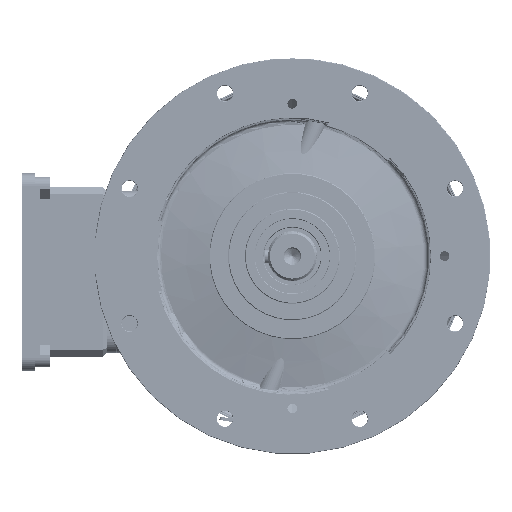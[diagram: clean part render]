
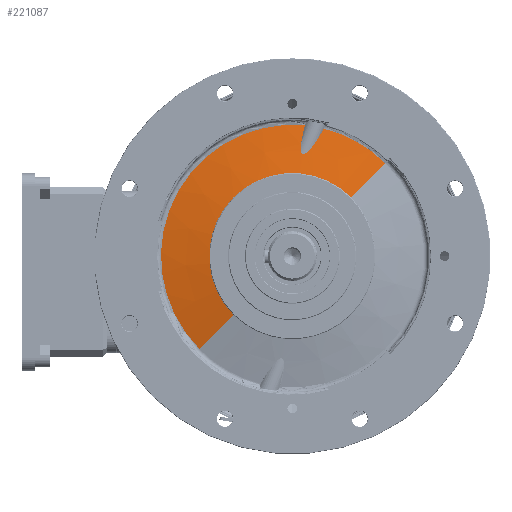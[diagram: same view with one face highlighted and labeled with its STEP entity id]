
A CAD part, left-side view. The second image highlights one B-rep face of the part: STEP entity #221087.
In plain terms, the highlighted conical face has half-angle 80 degrees and reference radius 94 mm.
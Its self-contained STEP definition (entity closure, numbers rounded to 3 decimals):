
#74 = CARTESIAN_POINT ( 'NONE',  ( -19.707, -73.968, 116.164 ) ) ;
#1561 = CARTESIAN_POINT ( 'NONE',  ( -17.652, -82.181, 95.583 ) ) ;
#3052 = CARTESIAN_POINT ( 'NONE',  ( -16.662, -78.124, 91.661 ) ) ;
#3682 = DIRECTION ( 'NONE',  ( 0., 0., 1. ) ) ;
#4546 = CARTESIAN_POINT ( 'NONE',  ( -16.858, -79.013, 92.37 ) ) ;
#11601 = CARTESIAN_POINT ( 'NONE',  ( -21.721, 0., -149.132 ) ) ;
#13976 = DIRECTION ( 'NONE',  ( -1., 0., 0. ) ) ;
#15638 = VERTEX_POINT ( 'NONE', #11601 ) ;
#21319 = CARTESIAN_POINT ( 'NONE',  ( -16.755, -71.421, 97.635 ) ) ;
#22808 = CARTESIAN_POINT ( 'NONE',  ( -16.262, -71.78, 93.875 ) ) ;
#24303 = CARTESIAN_POINT ( 'NONE',  ( -20.707, -75.379, 121.97 ) ) ;
#36699 = FACE_OUTER_BOUND ( 'NONE', #233941, .T. ) ;
#37030 = CARTESIAN_POINT ( 'NONE',  ( -12.073, 0., 94.413 ) ) ;
#39198 = CIRCLE ( 'NONE', #223077, 149.132 ) ;
#45514 = CARTESIAN_POINT ( 'NONE',  ( -17.254, -80.658, 93.915 ) ) ;
#47027 = CARTESIAN_POINT ( 'NONE',  ( -17.421, -71.622, 102.136 ) ) ;
#48541 = CARTESIAN_POINT ( 'NONE',  ( -17.081, -71.466, 99.886 ) ) ;
#48718 = EDGE_CURVE ( 'NONE', #107991, #15638, #129840, .T. ) ;
#50630 = DIRECTION ( 'NONE',  ( -1., 0., 0. ) ) ;
#50708 = DIRECTION ( 'NONE',  ( -0.174, 0., 0.985 ) ) ;
#51779 = VERTEX_POINT ( 'NONE', #58425 ) ;
#52220 = LINE ( 'NONE', #53708, #158071 ) ;
#53708 = CARTESIAN_POINT ( 'NONE',  ( -12., 0., 94. ) ) ;
#58425 = CARTESIAN_POINT ( 'NONE',  ( -12.073, 0., -94.413 ) ) ;
#59424 = DIRECTION ( 'NONE',  ( 0., 0., 1. ) ) ;
#60330 = VERTEX_POINT ( 'NONE', #171049 ) ;
#60802 = CARTESIAN_POINT ( 'NONE',  ( -20.679, -92.016, 109.749 ) ) ;
#65258 = CARTESIAN_POINT ( 'NONE',  ( -21.721, -76.969, 127.734 ) ) ;
#68265 = CARTESIAN_POINT ( 'NONE',  ( -17.537, -71.694, 102.887 ) ) ;
#69715 = CARTESIAN_POINT ( 'NONE',  ( -16.172, -75.428, 90.303 ) ) ;
#71222 = CARTESIAN_POINT ( 'NONE',  ( -17.194, -71.508, 100.636 ) ) ;
#74223 = CARTESIAN_POINT ( 'NONE',  ( -18.316, -84.554, 98.51 ) ) ;
#76348 = CARTESIAN_POINT ( 'NONE',  ( -12.073, 0., 0. ) ) ;
#78030 = VERTEX_POINT ( 'NONE', #37030 ) ;
#79373 = EDGE_CURVE ( 'NONE', #60330, #194041, #39198, .T. ) ;
#83543 = CARTESIAN_POINT ( 'NONE',  ( -21.721, -94.996, 114.961 ) ) ;
#86332 = AXIS2_PLACEMENT_3D ( 'NONE', #176279, #268723, #153513 ) ;
#91031 = CARTESIAN_POINT ( 'NONE',  ( -21.721, -76.969, 127.734 ) ) ;
#91807 = ORIENTED_EDGE ( 'NONE', *, *, #265092, .T. ) ;
#92540 = CARTESIAN_POINT ( 'NONE',  ( -19.213, -73.326, 113.245 ) ) ;
#94008 = CARTESIAN_POINT ( 'NONE',  ( -16.004, -72.965, 91.085 ) ) ;
#95506 = CARTESIAN_POINT ( 'NONE',  ( -16.12, -75.043, 90.239 ) ) ;
#102095 = ORIENTED_EDGE ( 'NONE', *, *, #197521, .F. ) ;
#102768 = AXIS2_PLACEMENT_3D ( 'NONE', #76348, #50630, #3682 ) ;
#107991 = VERTEX_POINT ( 'NONE', #111449 ) ;
#111449 = CARTESIAN_POINT ( 'NONE',  ( -21.721, -94.996, 114.961 ) ) ;
#113791 = CARTESIAN_POINT ( 'NONE',  ( -16.862, -71.422, 98.385 ) ) ;
#115281 = CARTESIAN_POINT ( 'NONE',  ( -18.244, -72.269, 107.355 ) ) ;
#118245 = CARTESIAN_POINT ( 'NONE',  ( -17.519, -81.685, 95.016 ) ) ;
#119764 = CARTESIAN_POINT ( 'NONE',  ( -16.042, -72.525, 91.713 ) ) ;
#125505 = CONICAL_SURFACE ( 'NONE', #294938, 94., 1.396 ) ;
#126218 = DIRECTION ( 'NONE',  ( 0., 0., -1. ) ) ;
#129840 = CIRCLE ( 'NONE', #86332, 149.132 ) ;
#136498 = CARTESIAN_POINT ( 'NONE',  ( -16.924, -79.297, 92.618 ) ) ;
#137958 = CARTESIAN_POINT ( 'NONE',  ( -16.345, -76.51, 90.676 ) ) ;
#140965 = CARTESIAN_POINT ( 'NONE',  ( -16.448, -71.538, 95.38 ) ) ;
#141387 = ORIENTED_EDGE ( 'NONE', *, *, #272068, .T. ) ;
#151642 = ORIENTED_EDGE ( 'NONE', *, *, #159086, .F. ) ;
#153251 = CARTESIAN_POINT ( 'NONE',  ( -19.894, -89.645, 105.927 ) ) ;
#153513 = DIRECTION ( 'NONE',  ( 0., 0., -1. ) ) ;
#157784 = VECTOR ( 'NONE', #232272, 1000. ) ;
#158071 = VECTOR ( 'NONE', #50708, 1000. ) ;
#159086 = EDGE_CURVE ( 'NONE', #51779, #15638, #290067, .T. ) ;
#160712 = CARTESIAN_POINT ( 'NONE',  ( -19.632, -88.838, 104.665 ) ) ;
#163698 = CARTESIAN_POINT ( 'NONE',  ( -15.995, -73.238, 90.8 ) ) ;
#165216 = CARTESIAN_POINT ( 'NONE',  ( -17.888, -71.956, 105.127 ) ) ;
#171049 = CARTESIAN_POINT ( 'NONE',  ( -21.721, 0., 149.132 ) ) ;
#176279 = CARTESIAN_POINT ( 'NONE',  ( -21.721, 0., 0. ) ) ;
#184970 = CARTESIAN_POINT ( 'NONE',  ( -18.051, -83.637, 97.317 ) ) ;
#186472 = CARTESIAN_POINT ( 'NONE',  ( -16.308, -71.709, 94.251 ) ) ;
#187977 = CARTESIAN_POINT ( 'NONE',  ( -16.042, -74.278, 90.302 ) ) ;
#189481 = CARTESIAN_POINT ( 'NONE',  ( -19.107, -87.177, 102.169 ) ) ;
#194041 = VERTEX_POINT ( 'NONE', #65258 ) ;
#197521 = EDGE_CURVE ( 'NONE', #107991, #194041, #236675, .T. ) ;
#206225 = CARTESIAN_POINT ( 'NONE',  ( -21.212, -76.15, 124.858 ) ) ;
#207700 = CARTESIAN_POINT ( 'NONE',  ( -18.485, -72.514, 108.832 ) ) ;
#209189 = CARTESIAN_POINT ( 'NONE',  ( -16.469, -77.18, 91.03 ) ) ;
#210675 = CARTESIAN_POINT ( 'NONE',  ( -16.533, -77.501, 91.231 ) ) ;
#212174 = CARTESIAN_POINT ( 'NONE',  ( -16.06, -74.471, 90.27 ) ) ;
#218638 = CARTESIAN_POINT ( 'NONE',  ( -21.721, 0., 0. ) ) ;
#221087 = ADVANCED_FACE ( 'NONE', ( #36699 ), #125505, .T. ) ;
#223077 = AXIS2_PLACEMENT_3D ( 'NONE', #218638, #264131, #126218 ) ;
#228964 = CARTESIAN_POINT ( 'NONE',  ( -16.017, -73.91, 90.414 ) ) ;
#230453 = CARTESIAN_POINT ( 'NONE',  ( -16.008, -73.733, 90.494 ) ) ;
#232272 = DIRECTION ( 'NONE',  ( -0.174, 0., -0.985 ) ) ;
#233426 = CARTESIAN_POINT ( 'NONE',  ( -17.122, -80.129, 93.381 ) ) ;
#233941 = EDGE_LOOP ( 'NONE', ( #151642, #91807, #141387, #237065, #102095, #242225 ) ) ;
#234909 = CARTESIAN_POINT ( 'NONE',  ( -16.727, -78.427, 91.892 ) ) ;
#236675 = B_SPLINE_CURVE_WITH_KNOTS ( 'NONE', 3,
 ( #83543, #268447, #60802, #153251, #160712, #189481, #251737, #74223, #184970, #1561, #118245, #45514, #233426, #136498, #4546, #234909, #3052, #210675, #209189, #137958, #277394, #69715, #95506, #212174, #187977, #228964, #230453, #163698, #94008, #119764, #257694, #253214, #254705, #22808, #186472, #140965, #280409, #21319, #113791, #48541, #71222, #47027, #68265, #298675, #165216, #115281, #207700, #92540, #74, #24303, #206225, #91031 ),
 .UNSPECIFIED., .F., .F.,
 ( 4, 2, 2, 2, 2, 2, 2, 2, 2, 2, 2, 2, 2, 2, 2, 2, 2, 2, 2, 2, 2, 2, 2, 2, 2, 4 ),
 ( 0.003, 0.012, 0.017, 0.022, 0.026, 0.028, 0.031, 0.032, 0.033, 0.034, 0.035, 0.036, 0.037, 0.038, 0.039, 0.04, 0.041, 0.042, 0.044, 0.047, 0.049, 0.051, 0.054, 0.058, 0.067, 0.076 ),
 .UNSPECIFIED. ) ;
#237065 = ORIENTED_EDGE ( 'NONE', *, *, #79373, .T. ) ;
#242225 = ORIENTED_EDGE ( 'NONE', *, *, #48718, .T. ) ;
#247947 = CIRCLE ( 'NONE', #102768, 94.413 ) ;
#251737 = CARTESIAN_POINT ( 'NONE',  ( -18.844, -86.325, 100.935 ) ) ;
#253214 = CARTESIAN_POINT ( 'NONE',  ( -16.139, -72.07, 92.772 ) ) ;
#253547 = CARTESIAN_POINT ( 'NONE',  ( -12., 0., -94. ) ) ;
#254705 = CARTESIAN_POINT ( 'NONE',  ( -16.178, -71.961, 93.136 ) ) ;
#257694 = CARTESIAN_POINT ( 'NONE',  ( -16.071, -72.352, 92.061 ) ) ;
#264131 = DIRECTION ( 'NONE',  ( 1., 0., 0. ) ) ;
#265092 = EDGE_CURVE ( 'NONE', #51779, #78030, #247947, .T. ) ;
#268447 = CARTESIAN_POINT ( 'NONE',  ( -21.2, -93.529, 112.34 ) ) ;
#268723 = DIRECTION ( 'NONE',  ( 1., 0., 0. ) ) ;
#272068 = EDGE_CURVE ( 'NONE', #78030, #60330, #52220, .T. ) ;
#277394 = CARTESIAN_POINT ( 'NONE',  ( -16.284, -76.158, 90.521 ) ) ;
#280409 = CARTESIAN_POINT ( 'NONE',  ( -16.548, -71.48, 96.132 ) ) ;
#289822 = CARTESIAN_POINT ( 'NONE',  ( -12., 0., 0. ) ) ;
#290067 = LINE ( 'NONE', #253547, #157784 ) ;
#294938 = AXIS2_PLACEMENT_3D ( 'NONE', #289822, #13976, #59424 ) ;
#298675 = CARTESIAN_POINT ( 'NONE',  ( -17.771, -71.861, 104.382 ) ) ;
